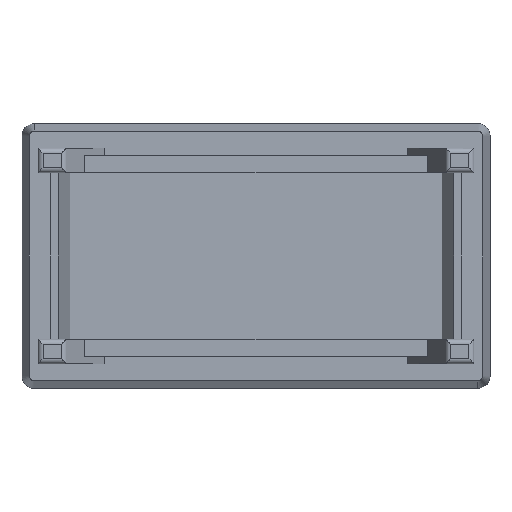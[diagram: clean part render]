
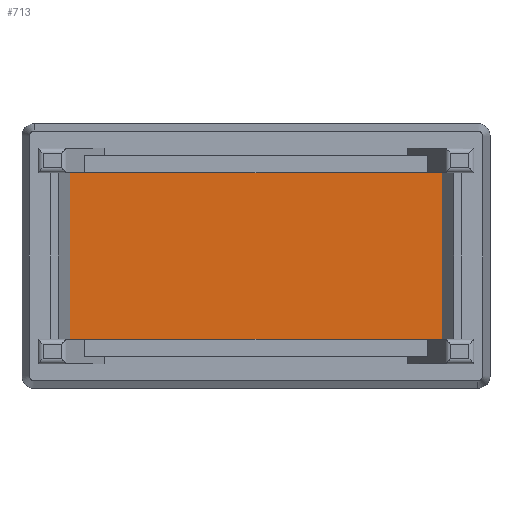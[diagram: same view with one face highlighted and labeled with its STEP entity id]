
A CAD part, front view. The second image highlights one B-rep face of the part: STEP entity #713.
In plain terms, the highlighted planar face has unit normal (0, -1, 0).
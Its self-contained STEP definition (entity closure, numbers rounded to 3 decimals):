
#55 = VERTEX_POINT ( 'NONE', #57 ) ;
#57 = CARTESIAN_POINT ( 'NONE',  ( 759.198, -125., 340. ) ) ;
#263 = PLANE ( 'NONE',  #1282 ) ;
#316 = CARTESIAN_POINT ( 'NONE',  ( -620.264, -125., 340. ) ) ;
#444 = LINE ( 'NONE', #3419, #2828 ) ;
#455 = EDGE_CURVE ( 'NONE', #2486, #55, #3546, .T. ) ;
#706 = CARTESIAN_POINT ( 'NONE',  ( -759.198, -125., -340. ) ) ;
#713 = ADVANCED_FACE ( 'NONE', ( #1524 ), #263, .T. ) ;
#827 = ORIENTED_EDGE ( 'NONE', *, *, #1201, .F. ) ;
#916 = DIRECTION ( 'NONE',  ( 0., -1., 0. ) ) ;
#1080 = EDGE_LOOP ( 'NONE', ( #2629, #827, #2147, #2436 ) ) ;
#1175 = VECTOR ( 'NONE', #1746, 1000. ) ;
#1201 = EDGE_CURVE ( 'NONE', #2486, #3999, #3890, .T. ) ;
#1238 = DIRECTION ( 'NONE',  ( -1., 0., 0. ) ) ;
#1282 = AXIS2_PLACEMENT_3D ( 'NONE', #2169, #916, #3418 ) ;
#1287 = EDGE_CURVE ( 'NONE', #55, #1555, #3998, .T. ) ;
#1472 = DIRECTION ( 'NONE',  ( 0., 0., 1. ) ) ;
#1524 = FACE_OUTER_BOUND ( 'NONE', #1080, .T. ) ;
#1555 = VERTEX_POINT ( 'NONE', #1717 ) ;
#1645 = CARTESIAN_POINT ( 'NONE',  ( 759.198, -125., -340. ) ) ;
#1717 = CARTESIAN_POINT ( 'NONE',  ( -759.198, -125., 340. ) ) ;
#1746 = DIRECTION ( 'NONE',  ( -1., 0., 0. ) ) ;
#2146 = CARTESIAN_POINT ( 'NONE',  ( 759.198, -125., -340. ) ) ;
#2147 = ORIENTED_EDGE ( 'NONE', *, *, #455, .T. ) ;
#2169 = CARTESIAN_POINT ( 'NONE',  ( 905., -125., -490. ) ) ;
#2209 = VECTOR ( 'NONE', #1472, 1000. ) ;
#2436 = ORIENTED_EDGE ( 'NONE', *, *, #1287, .T. ) ;
#2486 = VERTEX_POINT ( 'NONE', #1645 ) ;
#2518 = VECTOR ( 'NONE', #1238, 1000. ) ;
#2629 = ORIENTED_EDGE ( 'NONE', *, *, #3766, .F. ) ;
#2828 = VECTOR ( 'NONE', #3367, 1000. ) ;
#2963 = CARTESIAN_POINT ( 'NONE',  ( -620.264, -125., -340. ) ) ;
#3367 = DIRECTION ( 'NONE',  ( 0., 0., 1. ) ) ;
#3418 = DIRECTION ( 'NONE',  ( 0., 0., -1. ) ) ;
#3419 = CARTESIAN_POINT ( 'NONE',  ( -759.198, -125., -340. ) ) ;
#3546 = LINE ( 'NONE', #2146, #2209 ) ;
#3766 = EDGE_CURVE ( 'NONE', #3999, #1555, #444, .T. ) ;
#3890 = LINE ( 'NONE', #2963, #1175 ) ;
#3998 = LINE ( 'NONE', #316, #2518 ) ;
#3999 = VERTEX_POINT ( 'NONE', #706 ) ;
